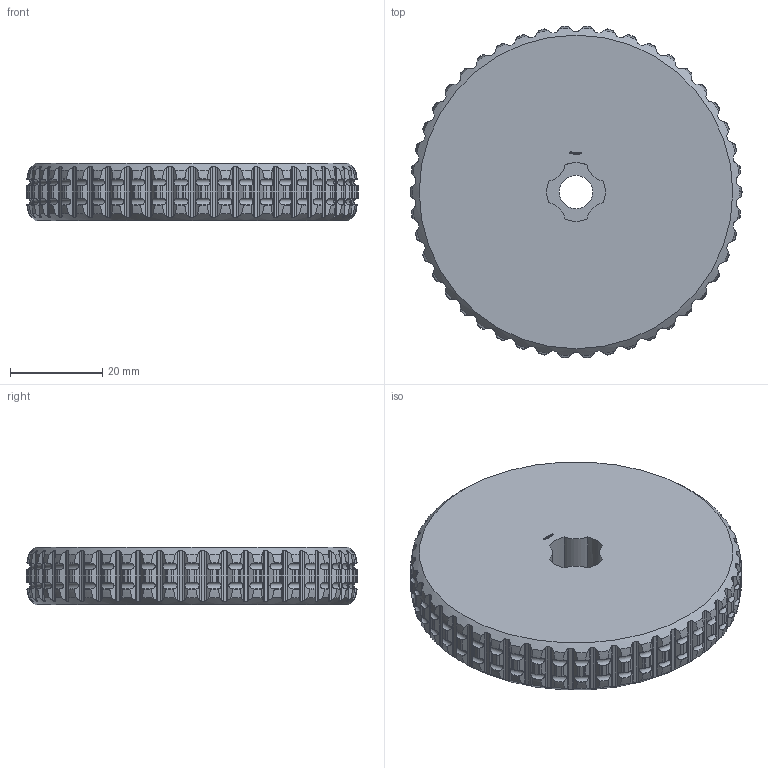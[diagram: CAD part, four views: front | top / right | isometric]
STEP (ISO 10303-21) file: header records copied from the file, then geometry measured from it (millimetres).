
FILE_DESCRIPTION(('FreeCAD Model'),'2;1');
FILE_NAME('Open CASCADE Shape Model','2023-12-20T19:16:01',(''),(''), 'Open CASCADE STEP processor 7.6','FreeCAD','Unknown');
FILE_SCHEMA(('AUTOMOTIVE_DESIGN { 1 0 10303 214 1 1 1 1 }'));
Products named in the file (1): Wheel GND TTRD PLN BU05.75x01.00 - SPN-WHL-0016 (stemfie.org)
Bounding box: 71.87 x 71.78 x 12.5 mm (x, y, z)
Volume: 47061.9 mm3; surface area: 11568.5 mm2
Topology: 1 solids, 1 shells, 1515 faces, 4386 edges, 2918 vertices
Faces by surface type: cylinder 520, plane 464, cone 209, extrusion 134, revolution 94, torus 94
Full cylindrical faces by diameter (mm): 2 x4, 7.2 x1
Entity records: 163198 total; most frequent: CARTESIAN_POINT 74961, DIRECTION 11132, ORIENTED_EDGE 8772, PCURVE 8772, DEFINITIONAL_REPRESENTATION 8772, VECTOR 6374, LINE 6240, B_SPLINE_CURVE_WITH_KNOTS 5932
